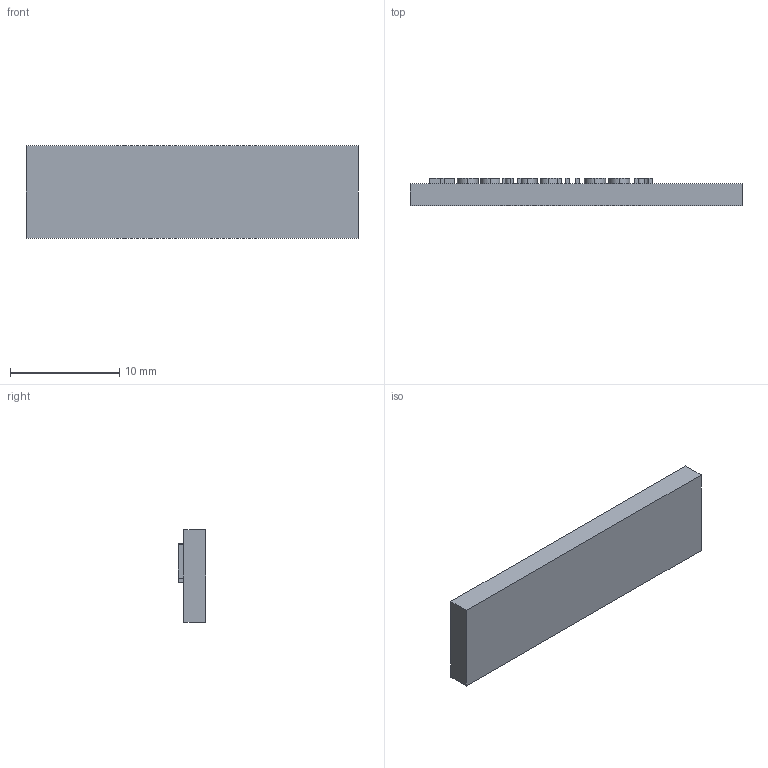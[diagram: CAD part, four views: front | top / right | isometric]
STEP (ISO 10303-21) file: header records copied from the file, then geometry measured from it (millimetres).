
FILE_DESCRIPTION (( 'STEP AP214' ), '1' );
FILE_NAME ('171214 Schrift als Oberflaeche (SWX2018).STEP', '2017-12-14T09:03:52', ( '' ), ( '' ), 'SwSTEP 2.0', 'SolidWorks 2018', '' );
FILE_SCHEMA (( 'AUTOMOTIVE_DESIGN' ));
Length unit declared in the file: millimetre
Products named in the file (2): 171214 Schrift als Oberflaeche (SWX2018)
Bounding box: 30.37 x 2.5 x 8.47 mm (x, y, z)
Surface area: 800.9 mm2 (no closed solid volume)
Topology: 0 solids, 17 shells, 129 faces, 381 edges, 254 vertices
Faces by surface type: bspline 69, plane 60
Entity records: 7732 total; most frequent: CARTESIAN_POINT 4947, ORIENTED_EDGE 516, EDGE_CURVE 381, DIRECTION 367, VERTEX_POINT 254, VECTOR 243, LINE 243, B_SPLINE_CURVE_WITH_KNOTS 138
